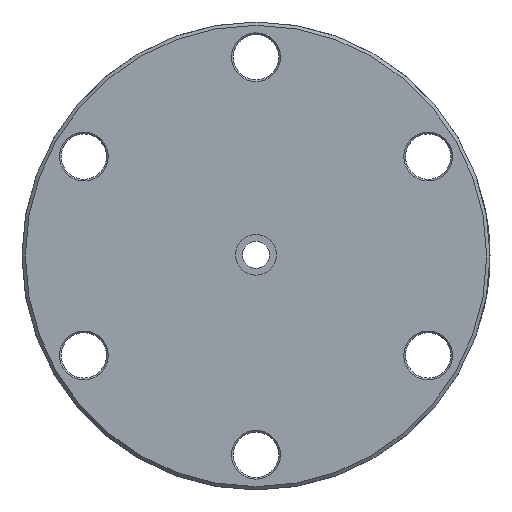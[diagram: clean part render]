
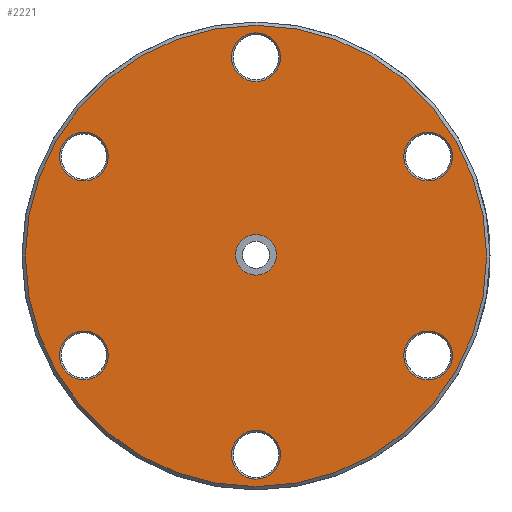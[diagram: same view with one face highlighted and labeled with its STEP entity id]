
A CAD part, front view. The second image highlights one B-rep face of the part: STEP entity #2221.
In plain terms, the highlighted planar face has unit normal (0, -1, 0).
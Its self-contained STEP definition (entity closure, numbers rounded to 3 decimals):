
#208=FACE_BOUND('',#415,.T.);
#209=FACE_BOUND('',#416,.T.);
#210=FACE_BOUND('',#417,.T.);
#211=FACE_BOUND('',#418,.T.);
#212=FACE_BOUND('',#419,.T.);
#213=FACE_BOUND('',#420,.T.);
#214=FACE_BOUND('',#421,.T.);
#231=PLANE('',#2423);
#283=FACE_OUTER_BOUND('',#414,.T.);
#414=EDGE_LOOP('',(#1522));
#415=EDGE_LOOP('',(#1523));
#416=EDGE_LOOP('',(#1524));
#417=EDGE_LOOP('',(#1525));
#418=EDGE_LOOP('',(#1526));
#419=EDGE_LOOP('',(#1527));
#420=EDGE_LOOP('',(#1528));
#421=EDGE_LOOP('',(#1529));
#840=CIRCLE('',#2417,3.);
#844=CIRCLE('',#2422,34.05);
#845=CIRCLE('',#2424,3.6);
#846=CIRCLE('',#2425,3.6);
#847=CIRCLE('',#2426,3.6);
#848=CIRCLE('',#2427,3.6);
#849=CIRCLE('',#2428,3.6);
#850=CIRCLE('',#2429,3.6);
#931=VERTEX_POINT('',#3189);
#935=VERTEX_POINT('',#3199);
#936=VERTEX_POINT('',#3203);
#937=VERTEX_POINT('',#3205);
#938=VERTEX_POINT('',#3207);
#939=VERTEX_POINT('',#3209);
#940=VERTEX_POINT('',#3211);
#941=VERTEX_POINT('',#3213);
#1161=EDGE_CURVE('',#931,#931,#840,.T.);
#1167=EDGE_CURVE('',#935,#935,#844,.T.);
#1168=EDGE_CURVE('',#936,#936,#845,.T.);
#1169=EDGE_CURVE('',#937,#937,#846,.T.);
#1170=EDGE_CURVE('',#938,#938,#847,.T.);
#1171=EDGE_CURVE('',#939,#939,#848,.T.);
#1172=EDGE_CURVE('',#940,#940,#849,.T.);
#1173=EDGE_CURVE('',#941,#941,#850,.T.);
#1522=ORIENTED_EDGE('',*,*,#1167,.F.);
#1523=ORIENTED_EDGE('',*,*,#1161,.T.);
#1524=ORIENTED_EDGE('',*,*,#1168,.F.);
#1525=ORIENTED_EDGE('',*,*,#1169,.F.);
#1526=ORIENTED_EDGE('',*,*,#1170,.F.);
#1527=ORIENTED_EDGE('',*,*,#1171,.F.);
#1528=ORIENTED_EDGE('',*,*,#1172,.F.);
#1529=ORIENTED_EDGE('',*,*,#1173,.F.);
#2221=ADVANCED_FACE('',(#283,#208,#209,#210,#211,#212,#213,#214),#231,.T.);
#2417=AXIS2_PLACEMENT_3D('',#3190,#2640,#2641);
#2422=AXIS2_PLACEMENT_3D('',#3201,#2652,#2653);
#2423=AXIS2_PLACEMENT_3D('',#3202,#2654,#2655);
#2424=AXIS2_PLACEMENT_3D('',#3204,#2656,#2657);
#2425=AXIS2_PLACEMENT_3D('',#3206,#2658,#2659);
#2426=AXIS2_PLACEMENT_3D('',#3208,#2660,#2661);
#2427=AXIS2_PLACEMENT_3D('',#3210,#2662,#2663);
#2428=AXIS2_PLACEMENT_3D('',#3212,#2664,#2665);
#2429=AXIS2_PLACEMENT_3D('',#3214,#2666,#2667);
#2640=DIRECTION('center_axis',(0.,1.,0.));
#2641=DIRECTION('ref_axis',(-1.,0.,0.));
#2652=DIRECTION('center_axis',(0.,1.,0.));
#2653=DIRECTION('ref_axis',(1.,0.,0.));
#2654=DIRECTION('center_axis',(0.,-1.,0.));
#2655=DIRECTION('ref_axis',(0.,0.,
-1.));
#2656=DIRECTION('center_axis',(0.,-1.,0.));
#2657=DIRECTION('ref_axis',(0.5,0.,0.866));
#2658=DIRECTION('center_axis',(0.,-1.,0.));
#2659=DIRECTION('ref_axis',(-1.,0.,0.));
#2660=DIRECTION('center_axis',(0.,-1.,0.));
#2661=DIRECTION('ref_axis',(0.5,0.,-0.866));
#2662=DIRECTION('center_axis',(0.,-1.,0.));
#2663=DIRECTION('ref_axis',(1.,0.,0.));
#2664=DIRECTION('center_axis',(0.,-1.,0.));
#2665=DIRECTION('ref_axis',(-0.5,0.,-0.866));
#2666=DIRECTION('center_axis',(0.,-1.,0.));
#2667=DIRECTION('ref_axis',(-0.5,0.,0.866));
#3189=CARTESIAN_POINT('',(3.,0.,0.17));
#3190=CARTESIAN_POINT('Origin',(0.,0.,
0.17));
#3199=CARTESIAN_POINT('',(-34.05,0.,0.));
#3201=CARTESIAN_POINT('Origin',(0.,0.,
0.));
#3202=CARTESIAN_POINT('Origin',(-34.55,0.,
0.));
#3203=CARTESIAN_POINT('',(23.618,0.,-17.793));
#3204=CARTESIAN_POINT('Origin',(25.418,0.,-14.675));
#3205=CARTESIAN_POINT('',(3.6,0.,29.35));
#3206=CARTESIAN_POINT('Origin',(0.,0.,
29.35));
#3207=CARTESIAN_POINT('',(-27.218,0.,-11.557));
#3208=CARTESIAN_POINT('Origin',(-25.418,0.,-14.675));
#3209=CARTESIAN_POINT('',(-3.6,0.,-29.35));
#3210=CARTESIAN_POINT('Origin',(0.,0.,
-29.35));
#3211=CARTESIAN_POINT('',(-23.618,0.,17.793));
#3212=CARTESIAN_POINT('Origin',(-25.418,0.,14.675));
#3213=CARTESIAN_POINT('',(27.218,0.,11.557));
#3214=CARTESIAN_POINT('Origin',(25.418,0.,14.675));
